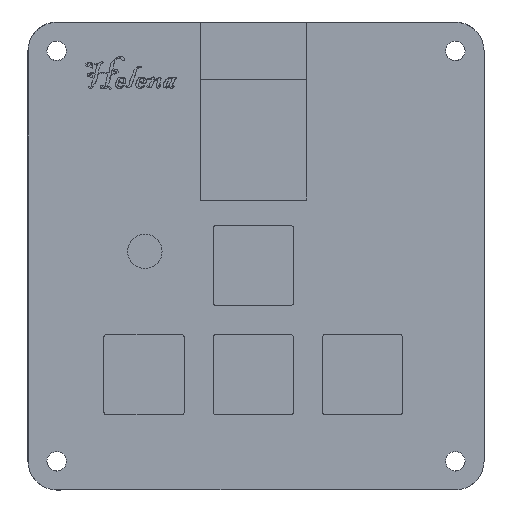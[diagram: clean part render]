
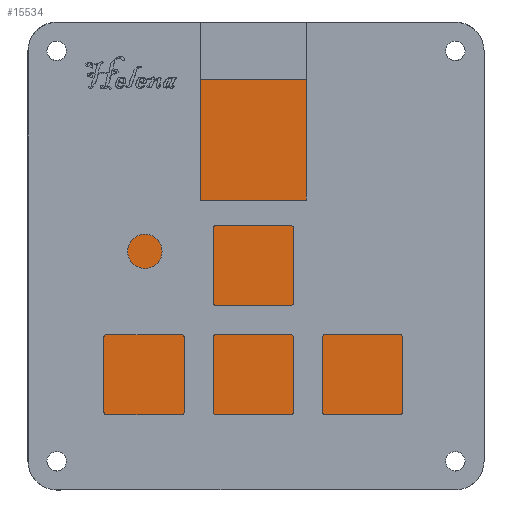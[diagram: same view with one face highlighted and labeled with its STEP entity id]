
A CAD part, top view. The second image highlights one B-rep face of the part: STEP entity #15534.
In plain terms, the highlighted planar face has unit normal (0, 0, 1).
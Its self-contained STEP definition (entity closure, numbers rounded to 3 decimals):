
#899=PLANE('',#16390);
#1410=FACE_OUTER_BOUND('',#2231,.T.);
#2231=EDGE_LOOP('',(#10763,#10764,#10765,#10766));
#3106=LINE('',#20099,#4880);
#3108=LINE('',#20103,#4882);
#3109=LINE('',#20105,#4883);
#3110=LINE('',#20106,#4884);
#4880=VECTOR('',#17071,10.);
#4882=VECTOR('',#17075,10.);
#4883=VECTOR('',#17076,10.);
#4884=VECTOR('',#17077,10.);
#6728=VERTEX_POINT('',#20096);
#6729=VERTEX_POINT('',#20098);
#6730=VERTEX_POINT('',#20102);
#6731=VERTEX_POINT('',#20104);
#8338=EDGE_CURVE('',#6728,#6729,#3106,.T.);
#8340=EDGE_CURVE('',#6730,#6728,#3108,.T.);
#8341=EDGE_CURVE('',#6731,#6730,#3109,.T.);
#8342=EDGE_CURVE('',#6729,#6731,#3110,.T.);
#10763=ORIENTED_EDGE('',*,*,#8338,.F.);
#10764=ORIENTED_EDGE('',*,*,#8340,.F.);
#10765=ORIENTED_EDGE('',*,*,#8341,.F.);
#10766=ORIENTED_EDGE('',*,*,#8342,.F.);
#15534=ADVANCED_FACE('',(#1410),#899,.T.);
#16390=AXIS2_PLACEMENT_3D('',#20101,#17073,#17074);
#17071=DIRECTION('',(1.,0.,0.));
#17073=DIRECTION('center_axis',(0.,0.,1.));
#17074=DIRECTION('ref_axis',(1.,0.,0.));
#17075=DIRECTION('',(0.,1.,0.));
#17076=DIRECTION('',(-1.,0.,0.));
#17077=DIRECTION('',(0.,-1.,0.));
#20096=CARTESIAN_POINT('',(-29.766,30.788,3.));
#20098=CARTESIAN_POINT('',(29.766,30.788,3.));
#20099=CARTESIAN_POINT('',(-14.883,30.788,3.));
#20101=CARTESIAN_POINT('Origin',(0.,0.,3.));
#20102=CARTESIAN_POINT('',(-29.766,-30.788,3.));
#20103=CARTESIAN_POINT('',(-29.766,-15.394,3.));
#20104=CARTESIAN_POINT('',(29.766,-30.788,3.));
#20105=CARTESIAN_POINT('',(14.883,-30.788,3.));
#20106=CARTESIAN_POINT('',(29.766,15.394,3.));
